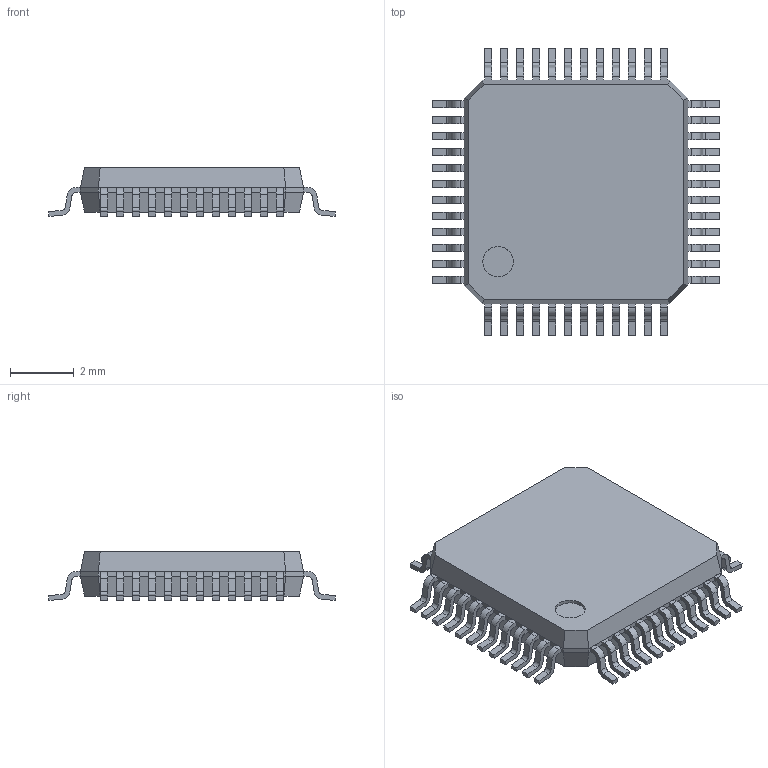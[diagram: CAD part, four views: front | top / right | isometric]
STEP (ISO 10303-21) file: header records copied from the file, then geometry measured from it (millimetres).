
FILE_DESCRIPTION( ( '' ), ' ' );
FILE_NAME( '595c6e29ec80d50f724e2166.step', '2017-07-05T04:42:18', ( '' ), ( '' ), ' ', ' ', ' ' );
FILE_SCHEMA( ( 'AUTOMOTIVE_DESIGN { 1 0 10303 214 1 1 1 1 }' ) );
Length unit declared in the file: metre
Products named in the file (49): Open CASCADE STEP translator 6.8 49; Open CASCADE STEP translator 6.8 48; Open CASCADE STEP translator 6.8 47; Open CASCADE STEP translator 6.8 46; Open CASCADE STEP translator 6.8 45; Open CASCADE STEP translator 6.8 44; Open CASCADE STEP translator 6.8 43; Open CASCADE STEP translator 6.8 42; Open CASCADE STEP translator 6.8 41; Open CASCADE STEP translator 6.8 40; Open CASCADE STEP translator 6.8 39; Open CASCADE STEP translator 6.8 38; Open CASCADE STEP translator 6.8 37; Open CASCADE STEP translator 6.8 36; Open CASCADE STEP translator 6.8 35; Open CASCADE STEP translator 6.8 34; Open CASCADE STEP translator 6.8 33; Open CASCADE STEP translator 6.8 32; Open CASCADE STEP translator 6.8 31; Open CASCADE STEP translator 6.8 30; Open CASCADE STEP translator 6.8 29; Open CASCADE STEP translator 6.8 28; Open CASCADE STEP translator 6.8 27; Open CASCADE STEP translator 6.8 26; Open CASCADE STEP translator 6.8 25; Open CASCADE STEP translator 6.8 24; Open CASCADE STEP translator 6.8 23; Open CASCADE STEP translator 6.8 22; Open CASCADE STEP translator 6.8 21; Open CASCADE STEP translator 6.8 20; Open CASCADE STEP translator 6.8 19; Open CASCADE STEP translator 6.8 18; Open CASCADE STEP translator 6.8 17; Open CASCADE STEP translator 6.8 16; Open CASCADE STEP translator 6.8 15; Open CASCADE STEP translator 6.8 14; Open CASCADE STEP translator 6.8 13; Open CASCADE STEP translator 6.8 12; Open CASCADE STEP translator 6.8 11; Open CASCADE STEP translator 6.8 10 ...
Bounding box: 9.01 x 9.01 x 1.54 mm (x, y, z)
Volume: 67.8 mm3; surface area: 183.8 mm2
Topology: 49 solids, 49 shells, 700 faces, 1789 edges, 1188 vertices
Faces by surface type: plane 507, cylinder 193
Full cylindrical faces by diameter (mm): 0.955 x1
Entity records: 36120 total; most frequent: CARTESIAN_POINT 3725, DIRECTION 3674, ORIENTED_EDGE 3576, STYLED_ITEM 2488, PRESENTATION_STYLE_ASSIGNMENT 2488, COLOUR_RGB 2488, EDGE_CURVE 1788, CURVE_STYLE 1788
